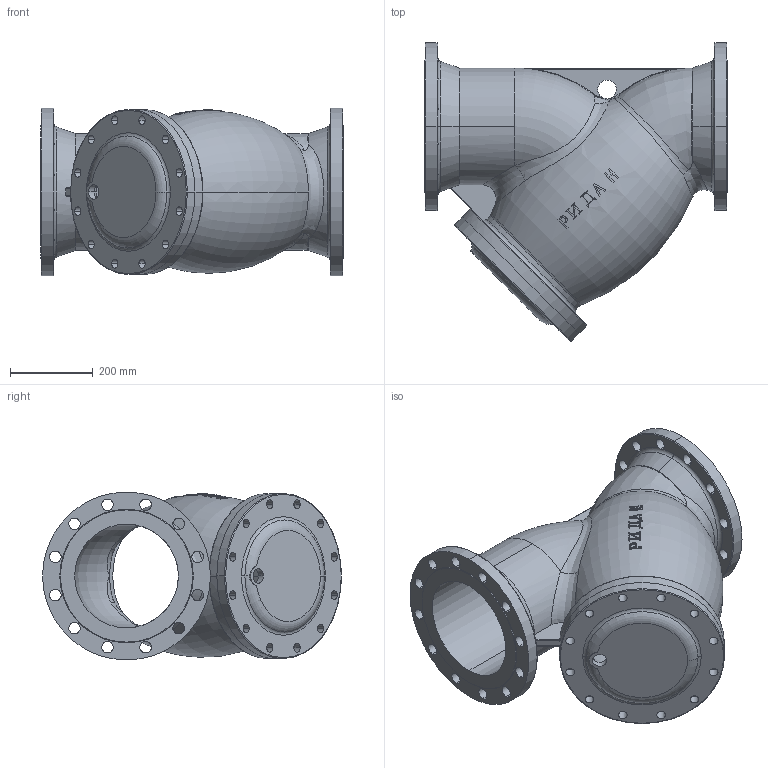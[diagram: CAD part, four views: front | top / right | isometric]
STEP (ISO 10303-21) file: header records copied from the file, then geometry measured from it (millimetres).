
FILE_DESCRIPTION (( 'STEP AP214' ), '1' );
FILE_NAME ('250×°ÅäÌå1.STEP', '2023-04-11T00:34:54', ( '' ), ( '' ), 'SwSTEP 2.0', 'SolidWorks 2023', '' );
FILE_SCHEMA (( 'AUTOMOTIVE_DESIGN' ));
Length unit declared in the file: millimetre
Products named in the file (3): 250装配体1; 250阀盖; 250阀体
Assembly tree (2 placements, depth 2):
  250装配体1
    250阀体
    250阀盖
Bounding box: 730 x 720.68 x 405 mm (x, y, z)
Volume: 23553815.3 mm3; surface area: 2556426.3 mm2
Topology: 2 solids, 2 shells, 323 faces, 960 edges, 630 vertices
Faces by surface type: cylinder 128, bspline 128, torus 36, plane 21, cone 10
Entity records: 32469 total; most frequent: CARTESIAN_POINT 24434, ORIENTED_EDGE 1920, DIRECTION 1311, EDGE_CURVE 960, VERTEX_POINT 630, AXIS2_PLACEMENT_3D 583, B_SPLINE_CURVE_WITH_KNOTS 431, EDGE_LOOP 416
